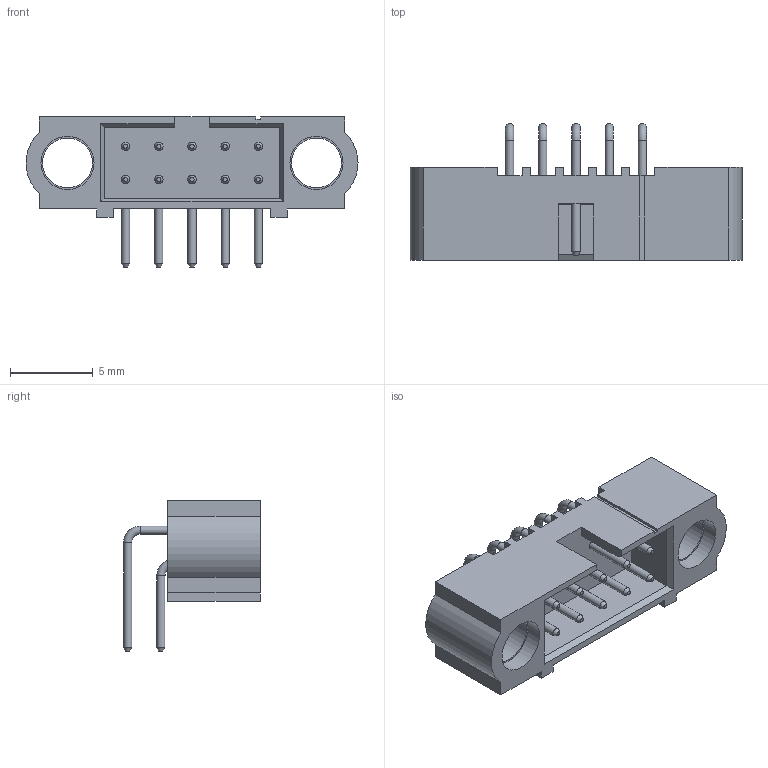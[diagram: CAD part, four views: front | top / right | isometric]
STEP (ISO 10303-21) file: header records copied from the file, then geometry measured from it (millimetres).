
FILE_DESCRIPTION( ( '' ), ' ' );
FILE_NAME( '5b7e826cc0eb93104b7d782a.step', '2018-08-23T09:46:20', ( '' ), ( '' ), ' ', ' ', ' ' );
FILE_SCHEMA( ( 'AUTOMOTIVE_DESIGN { 1 0 10303 214 1 1 1 1 }' ) );
Length unit declared in the file: metre
Products named in the file (11): Open CASCADE STEP translator 6.8 11; Open CASCADE STEP translator 6.8 10; Open CASCADE STEP translator 6.8 9; Open CASCADE STEP translator 6.8 8; Open CASCADE STEP translator 6.8 7; Open CASCADE STEP translator 6.8 6; Open CASCADE STEP translator 6.8 5; Open CASCADE STEP translator 6.8 4; Open CASCADE STEP translator 6.8 3; Open CASCADE STEP translator 6.8 2; Open CASCADE STEP translator 6.8 1
Bounding box: 20 x 8.25 x 9.05 mm (x, y, z)
Volume: 354.5 mm3; surface area: 915.2 mm2
Topology: 11 solids, 11 shells, 307 faces, 742 edges, 471 vertices
Faces by surface type: plane 173, cylinder 54, bspline 40, cone 30, torus 10
Full cylindrical faces by diameter (mm): 0.496 x10, 0.497 x10, 0.5 x10, 0.51 x10, 3 x2, 3.2 x2
Entity records: 14284 total; most frequent: CARTESIAN_POINT 2261, DIRECTION 1349, ORIENTED_EDGE 1210, STYLED_ITEM 912, PRESENTATION_STYLE_ASSIGNMENT 912, COLOUR_RGB 912, EDGE_CURVE 605, CURVE_STYLE 605
